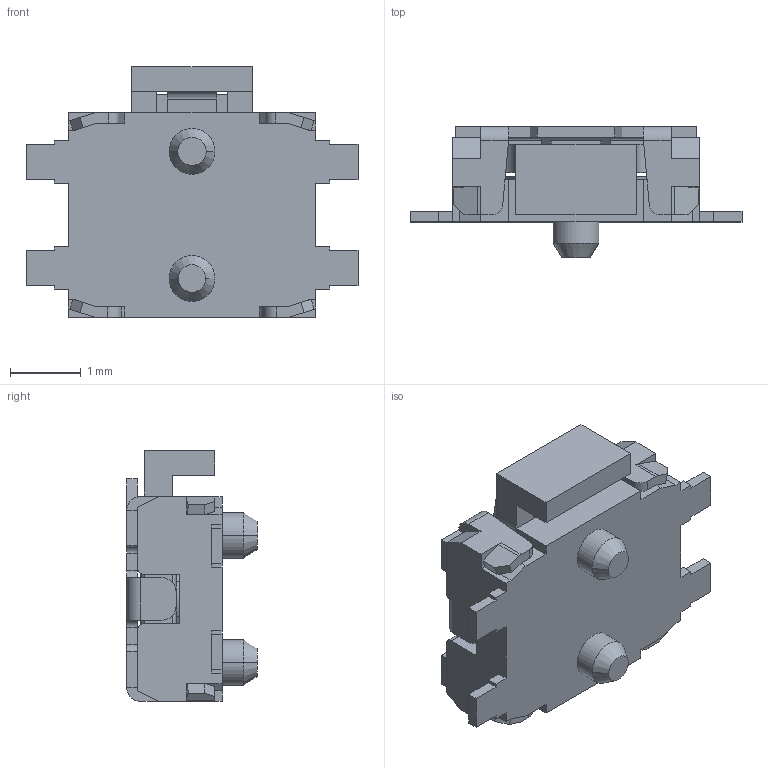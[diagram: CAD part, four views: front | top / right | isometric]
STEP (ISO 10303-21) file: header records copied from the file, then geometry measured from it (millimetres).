
FILE_DESCRIPTION((''),'2;1');
FILE_NAME('Y97M03840FPLFS_G','2013-01-24T',('eric.riffaud'),(''),'PRO/ENGINEER BY PARAMETRIC TECHNOLOGY CORPORATION, 2010160','PRO/ENGINEER BY PARAMETRIC TECHNOLOGY CORPORATION, 2010160','');
FILE_SCHEMA(('CONFIG_CONTROL_DESIGN'));
Length unit declared in the file: millimetre
Products named in the file (1): Y97M03840FPLFS_G
Bounding box: 4.7 x 1.85 x 3.55 mm (x, y, z)
Volume: 10.5 mm3; surface area: 98.3 mm2
Topology: 1 solids, 1 shells, 329 faces, 983 edges, 641 vertices
Faces by surface type: plane 233, cylinder 82, bspline 8, cone 4, sphere 2
Entity records: 11306 total; most frequent: CARTESIAN_POINT 2279, ORIENTED_EDGE 1962, DIRECTION 1780, EDGE_CURVE 981, VECTOR 766, LINE 766, VERTEX_POINT 641, AXIS2_PLACEMENT_3D 507
